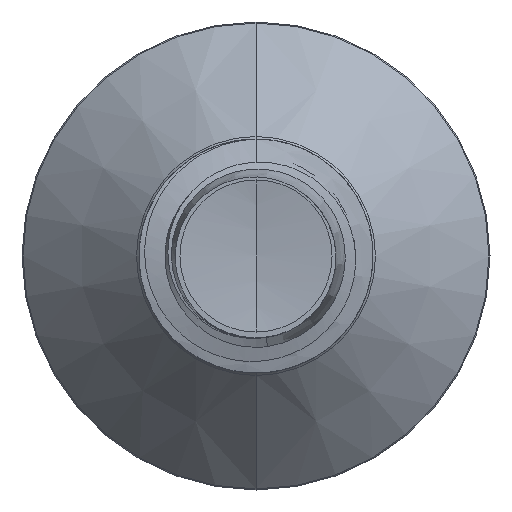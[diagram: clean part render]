
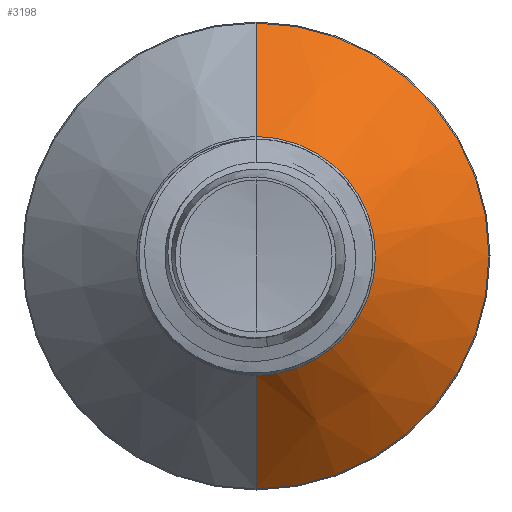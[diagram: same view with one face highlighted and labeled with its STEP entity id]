
A CAD part, front view. The second image highlights one B-rep face of the part: STEP entity #3198.
In plain terms, the highlighted conical face has half-angle 45 degrees and reference radius 2.042 mm.
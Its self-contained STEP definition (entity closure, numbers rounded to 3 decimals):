
#578 = VERTEX_POINT ( 'NONE', #15833 ) ;
#1361 = VECTOR ( 'NONE', #25293, 1000. ) ;
#2269 = CARTESIAN_POINT ( 'NONE',  ( 0., 17.342, 0. ) ) ;
#3075 = VERTEX_POINT ( 'NONE', #37362 ) ;
#3156 = CIRCLE ( 'NONE', #26242, 2.042 ) ;
#3198 = ADVANCED_FACE ( 'NONE', ( #18353 ), #8754, .T. ) ;
#4861 = EDGE_LOOP ( 'NONE', ( #35889, #13546, #21319, #29102 ) ) ;
#6405 = AXIS2_PLACEMENT_3D ( 'NONE', #2269, #28726, #16961 ) ;
#6955 = VERTEX_POINT ( 'NONE', #10511 ) ;
#7249 = LINE ( 'NONE', #14897, #21858 ) ;
#8754 = CONICAL_SURFACE ( 'NONE', #6405, 2.042, 0.785 ) ;
#8934 = EDGE_CURVE ( 'NONE', #6955, #3075, #16929, .T. ) ;
#10511 = CARTESIAN_POINT ( 'NONE',  ( 0., 17.342, 2.042 ) ) ;
#11559 = AXIS2_PLACEMENT_3D ( 'NONE', #34940, #17483, #37875 ) ;
#13055 = CIRCLE ( 'NONE', #11559, 3.982 ) ;
#13546 = ORIENTED_EDGE ( 'NONE', *, *, #16336, .T. ) ;
#14897 = CARTESIAN_POINT ( 'NONE',  ( 0., 17.342, -2.042 ) ) ;
#15787 = EDGE_CURVE ( 'NONE', #6955, #578, #3156, .T. ) ;
#15833 = CARTESIAN_POINT ( 'NONE',  ( 0., 17.342, -2.042 ) ) ;
#16336 = EDGE_CURVE ( 'NONE', #578, #23517, #7249, .T. ) ;
#16410 = CARTESIAN_POINT ( 'NONE',  ( 0., 17.342, 0. ) ) ;
#16929 = LINE ( 'NONE', #28089, #1361 ) ;
#16961 = DIRECTION ( 'NONE',  ( 0., 0., 1. ) ) ;
#17483 = DIRECTION ( 'NONE',  ( 0., 1., 0. ) ) ;
#18353 = FACE_OUTER_BOUND ( 'NONE', #4861, .T. ) ;
#19370 = DIRECTION ( 'NONE',  ( 0., 0., 1. ) ) ;
#20698 = EDGE_CURVE ( 'NONE', #3075, #23517, #13055, .T. ) ;
#21319 = ORIENTED_EDGE ( 'NONE', *, *, #20698, .F. ) ;
#21858 = VECTOR ( 'NONE', #23731, 1000. ) ;
#23517 = VERTEX_POINT ( 'NONE', #37550 ) ;
#23731 = DIRECTION ( 'NONE',  ( 0., 0.707, -0.707 ) ) ;
#25293 = DIRECTION ( 'NONE',  ( 0., 0.707, 0.707 ) ) ;
#26242 = AXIS2_PLACEMENT_3D ( 'NONE', #16410, #36816, #19370 ) ;
#28089 = CARTESIAN_POINT ( 'NONE',  ( 0., 17.342, 2.042 ) ) ;
#28726 = DIRECTION ( 'NONE',  ( 0., 1., 0. ) ) ;
#29102 = ORIENTED_EDGE ( 'NONE', *, *, #8934, .F. ) ;
#34940 = CARTESIAN_POINT ( 'NONE',  ( 0., 19.282, 0. ) ) ;
#35889 = ORIENTED_EDGE ( 'NONE', *, *, #15787, .T. ) ;
#36816 = DIRECTION ( 'NONE',  ( 0., 1., 0. ) ) ;
#37362 = CARTESIAN_POINT ( 'NONE',  ( 0., 19.282, 3.982 ) ) ;
#37550 = CARTESIAN_POINT ( 'NONE',  ( 0., 19.282, -3.982 ) ) ;
#37875 = DIRECTION ( 'NONE',  ( 0., 0., 1. ) ) ;
